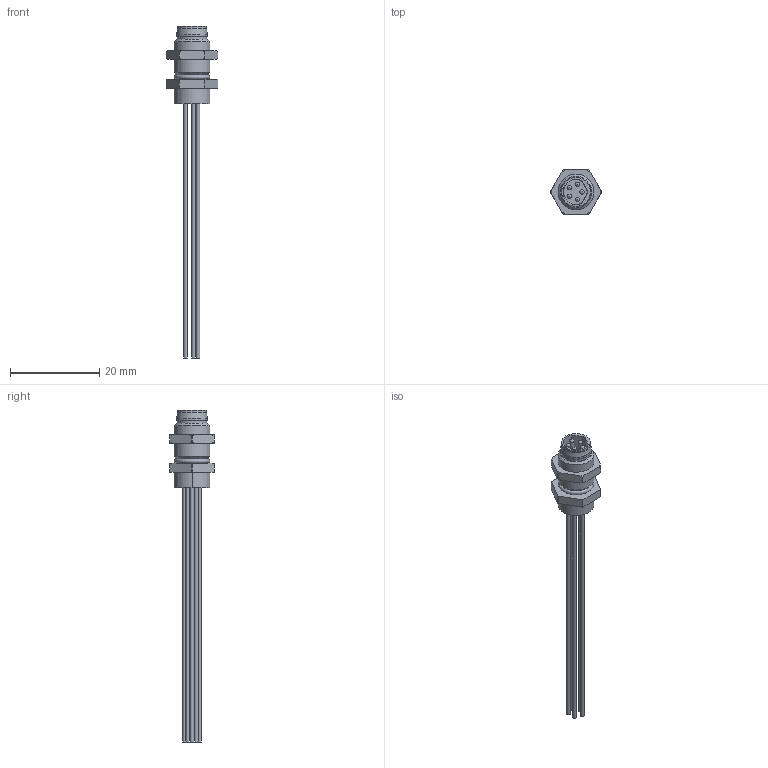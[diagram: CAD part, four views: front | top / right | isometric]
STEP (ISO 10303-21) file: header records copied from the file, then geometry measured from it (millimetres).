
FILE_DESCRIPTION(/* description */ (''),/* implementation_level */ '2;1');
FILE_NAME(/* name */ 'FSZB51--M8.stp',/* time_stamp */ '2018-06-13T14:02:20+08:00',/* author */ (''),/* organization */ (''),/* preprocessor_version */ 'ST-DEVELOPER v14',/* originating_system */ 'SIEMENS PLM Software NX 8.0',/* authorisation */ '');
FILE_SCHEMA (('AUTOMOTIVE_DESIGN { 1 0 10303 214 3 1 1 1 }'));
Length unit declared in the file: millimetre
Products named in the file (1): DELL1D0C44658y0b
Bounding box: 11.5 x 10 x 74.5 mm (x, y, z)
Volume: 1011.3 mm3; surface area: 1614.1 mm2
Topology: 1 solids, 1 shells, 99 faces, 252 edges, 168 vertices
Faces by surface type: cylinder 40, plane 29, cone 20, torus 5, sphere 5
Full cylindrical faces by diameter (mm): 0.8 x5, 1 x5, 6.5 x1, 6.6 x1, 6.8 x1, 6.9 x1, 8 x2
Entity records: 3217 total; most frequent: CARTESIAN_POINT 576, DIRECTION 484, ORIENTED_EDGE 418, EDGE_CURVE 209, AXIS2_PLACEMENT_3D 201, VERTEX_POINT 159, EDGE_LOOP 146, CIRCLE 101
